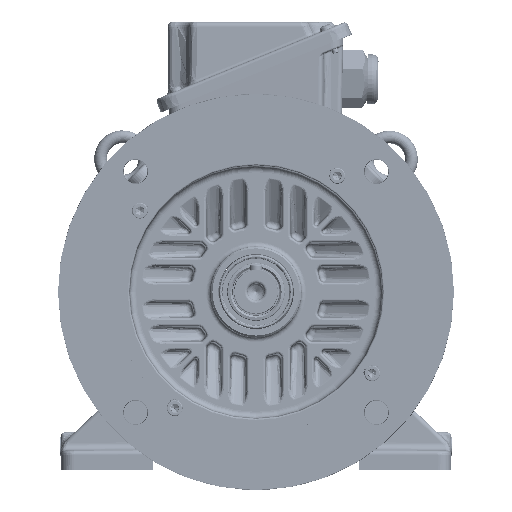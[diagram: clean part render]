
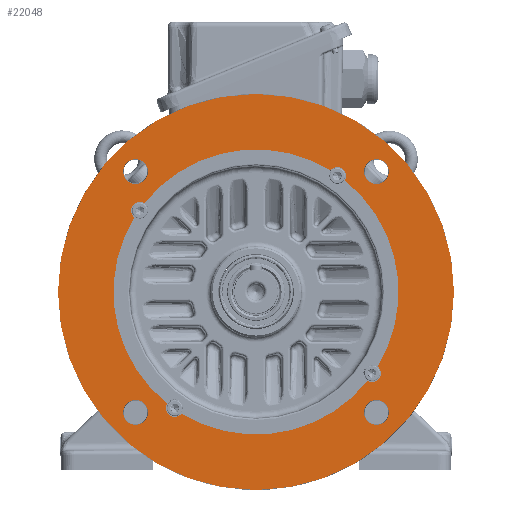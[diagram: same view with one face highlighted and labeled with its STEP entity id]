
A CAD part, top view. The second image highlights one B-rep face of the part: STEP entity #22048.
In plain terms, the highlighted planar face has unit normal (0, 0, 1).
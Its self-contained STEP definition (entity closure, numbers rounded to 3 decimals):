
#9871=PLANE('',#92453);
#10753=FACE_BOUND('',#32487,.T.);
#10754=FACE_BOUND('',#32488,.T.);
#10755=FACE_BOUND('',#32489,.T.);
#10756=FACE_BOUND('',#32490,.T.);
#10757=FACE_BOUND('',#32491,.T.);
#10758=FACE_BOUND('',#32492,.T.);
#22048=ADVANCED_FACE('',(#10753,#10754,#10755,#10756,#10757,#10758),#9871,
 .T.);
#32487=EDGE_LOOP('',(#43808,#43809,#43810,#43811,#43812,#43813,#43814,#43815));
#32488=EDGE_LOOP('',(#43816));
#32489=EDGE_LOOP('',(#43817));
#32490=EDGE_LOOP('',(#43818));
#32491=EDGE_LOOP('',(#43819));
#32492=EDGE_LOOP('',(#43820));
#43808=ORIENTED_EDGE('',*,*,#73469,.F.);
#43809=ORIENTED_EDGE('',*,*,#74588,.T.);
#43810=ORIENTED_EDGE('',*,*,#73464,.F.);
#43811=ORIENTED_EDGE('',*,*,#74587,.T.);
#43812=ORIENTED_EDGE('',*,*,#73460,.F.);
#43813=ORIENTED_EDGE('',*,*,#74589,.T.);
#43814=ORIENTED_EDGE('',*,*,#73452,.F.);
#43815=ORIENTED_EDGE('',*,*,#74590,.T.);
#43816=ORIENTED_EDGE('',*,*,#74591,.F.);
#43817=ORIENTED_EDGE('',*,*,#74074,.T.);
#43818=ORIENTED_EDGE('',*,*,#74073,.T.);
#43819=ORIENTED_EDGE('',*,*,#74060,.T.);
#43820=ORIENTED_EDGE('',*,*,#74052,.T.);
#63522=VERTEX_POINT('',#134471);
#63523=VERTEX_POINT('',#134472);
#63530=VERTEX_POINT('',#134490);
#63531=VERTEX_POINT('',#134491);
#63534=VERTEX_POINT('',#134499);
#63535=VERTEX_POINT('',#134500);
#63539=VERTEX_POINT('',#134510);
#63540=VERTEX_POINT('',#134511);
#63898=VERTEX_POINT('',#138708);
#63903=VERTEX_POINT('',#138762);
#63910=VERTEX_POINT('',#138793);
#63911=VERTEX_POINT('',#138796);
#64038=VERTEX_POINT('',#143533);
#73452=EDGE_CURVE('',#63522,#63523,#85398,.T.);
#73460=EDGE_CURVE('',#63530,#63531,#85404,.T.);
#73464=EDGE_CURVE('',#63534,#63535,#85406,.T.);
#73469=EDGE_CURVE('',#63539,#63540,#85409,.T.);
#74052=EDGE_CURVE('',#63898,#63898,#85708,.T.);
#74060=EDGE_CURVE('',#63903,#63903,#85709,.T.);
#74073=EDGE_CURVE('',#63910,#63910,#85710,.T.);
#74074=EDGE_CURVE('',#63911,#63911,#85711,.T.);
#74587=EDGE_CURVE('',#63534,#63531,#86008,.T.);
#74588=EDGE_CURVE('',#63539,#63535,#86009,.T.);
#74589=EDGE_CURVE('',#63530,#63523,#86010,.T.);
#74590=EDGE_CURVE('',#63522,#63540,#86011,.T.);
#74591=EDGE_CURVE('',#64038,#64038,#86012,.T.);
#85398=CIRCLE('',#91441,5.5);
#85404=CIRCLE('',#91450,5.5);
#85406=CIRCLE('',#91453,5.5);
#85409=CIRCLE('',#91457,5.5);
#85708=CIRCLE('',#91901,7.834);
#85709=CIRCLE('',#91904,7.834);
#85710=CIRCLE('',#91910,7.834);
#85711=CIRCLE('',#91912,7.834);
#86008=CIRCLE('',#92447,90.);
#86009=CIRCLE('',#92449,90.);
#86010=CIRCLE('',#92450,90.);
#86011=CIRCLE('',#92451,90.);
#86012=CIRCLE('',#92452,125.);
#91441=AXIS2_PLACEMENT_3D('',#134470,#104367,#104368);
#91450=AXIS2_PLACEMENT_3D('',#134489,#104387,#104388);
#91453=AXIS2_PLACEMENT_3D('',#134498,#104395,#104396);
#91457=AXIS2_PLACEMENT_3D('',#134509,#104405,#104406);
#91901=AXIS2_PLACEMENT_3D('',#138707,#105352,#105353);
#91904=AXIS2_PLACEMENT_3D('',#138761,#105362,#105363);
#91910=AXIS2_PLACEMENT_3D('',#138792,#105385,#105386);
#91912=AXIS2_PLACEMENT_3D('',#138795,#105389,#105390);
#92447=AXIS2_PLACEMENT_3D('',#143527,#106508,#106509);
#92449=AXIS2_PLACEMENT_3D('',#143529,#106512,#106513);
#92450=AXIS2_PLACEMENT_3D('',#143530,#106514,#106515);
#92451=AXIS2_PLACEMENT_3D('',#143531,#106516,#106517);
#92452=AXIS2_PLACEMENT_3D('',#143532,#106518,#106519);
#92453=AXIS2_PLACEMENT_3D('',#143534,#106520,#106521);
#104367=DIRECTION('',(0.,0.,1.));
#104368=DIRECTION('',(1.,0.,0.));
#104387=DIRECTION('',(0.,0.,1.));
#104388=DIRECTION('',(1.,0.,0.));
#104395=DIRECTION('',(0.,0.,1.));
#104396=DIRECTION('',(1.,0.,0.));
#104405=DIRECTION('',(0.,0.,1.));
#104406=DIRECTION('',(1.,0.,0.));
#105352=DIRECTION('',(0.,0.,-1.));
#105353=DIRECTION('',(1.,0.,0.));
#105362=DIRECTION('',(0.,0.,-1.));
#105363=DIRECTION('',(1.,0.,0.));
#105385=DIRECTION('',(0.,0.,-1.));
#105386=DIRECTION('',(1.,0.,0.));
#105389=DIRECTION('',(0.,0.,-1.));
#105390=DIRECTION('',(1.,0.,0.));
#106508=DIRECTION('',(0.,0.,-1.));
#106509=DIRECTION('',(1.,0.,0.));
#106512=DIRECTION('',(0.,0.,-1.));
#106513=DIRECTION('',(1.,0.,0.));
#106514=DIRECTION('',(0.,0.,-1.));
#106515=DIRECTION('',(1.,0.,0.));
#106516=DIRECTION('',(0.,0.,-1.));
#106517=DIRECTION('',(1.,0.,0.));
#106518=DIRECTION('',(0.,0.,-1.));
#106519=DIRECTION('',(1.,0.,0.));
#106520=DIRECTION('',(0.,0.,1.));
#106521=DIRECTION('',(1.,0.,0.));
#134470=CARTESIAN_POINT('',(51.335,73.314,0.));
#134471=CARTESIAN_POINT('',(56.023,70.437,0.));
#134472=CARTESIAN_POINT('',(47.029,76.735,0.));
#134489=CARTESIAN_POINT('',(-73.314,51.335,0.));
#134490=CARTESIAN_POINT('',(-70.437,56.023,0.));
#134491=CARTESIAN_POINT('',(-76.735,47.029,0.));
#134498=CARTESIAN_POINT('',(-51.335,-73.314,0.));
#134499=CARTESIAN_POINT('',(-56.023,-70.437,0.));
#134500=CARTESIAN_POINT('',(-47.029,-76.735,0.));
#134509=CARTESIAN_POINT('',(73.314,-51.335,0.));
#134510=CARTESIAN_POINT('',(70.437,-56.023,0.));
#134511=CARTESIAN_POINT('',(76.735,-47.029,0.));
#138707=CARTESIAN_POINT('',(-76.014,76.014,0.));
#138708=CARTESIAN_POINT('',(-68.18,76.014,0.));
#138761=CARTESIAN_POINT('',(-76.014,-76.014,0.));
#138762=CARTESIAN_POINT('',(-68.18,-76.014,0.));
#138792=CARTESIAN_POINT('',(76.014,-76.014,0.));
#138793=CARTESIAN_POINT('',(83.848,-76.014,0.));
#138795=CARTESIAN_POINT('',(76.014,76.014,0.));
#138796=CARTESIAN_POINT('',(83.848,76.014,0.));
#143527=CARTESIAN_POINT('',(0.,0.,0.));
#143529=CARTESIAN_POINT('',(0.,0.,0.));
#143530=CARTESIAN_POINT('',(0.,0.,0.));
#143531=CARTESIAN_POINT('',(0.,0.,0.));
#143532=CARTESIAN_POINT('',(0.,0.,0.));
#143533=CARTESIAN_POINT('',(125.,0.,0.));
#143534=CARTESIAN_POINT('',(0.,90.,0.));
